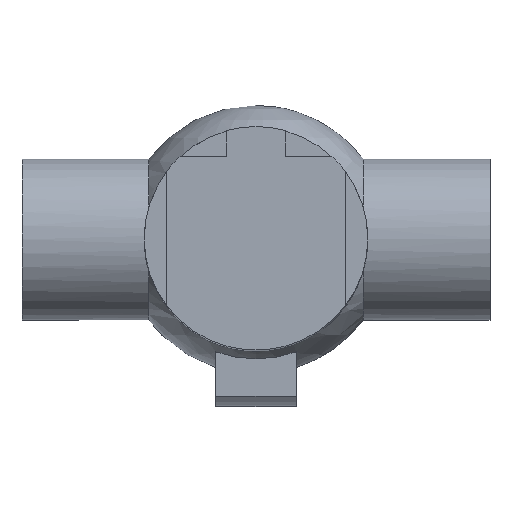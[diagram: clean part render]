
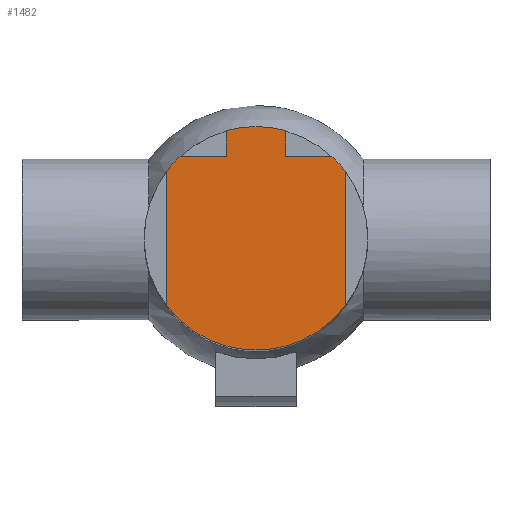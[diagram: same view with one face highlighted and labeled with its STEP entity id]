
A CAD part, top view. The second image highlights one B-rep face of the part: STEP entity #1482.
In plain terms, the highlighted planar face has unit normal (0, 0, 1).
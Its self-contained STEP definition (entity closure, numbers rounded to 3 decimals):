
#1087 = VERTEX_POINT('',#1088);
#1088 = CARTESIAN_POINT('',(1.275,1.375,11.5));
#1104 = VERTEX_POINT('',#1105);
#1105 = CARTESIAN_POINT('',(0.5,1.807,11.5));
#1111 = EDGE_CURVE('',#1104,#1112,#1114,.T.);
#1112 = VERTEX_POINT('',#1113);
#1113 = CARTESIAN_POINT('',(-0.5,1.807,11.5));
#1114 = CIRCLE('',#1115,1.875);
#1115 = AXIS2_PLACEMENT_3D('',#1116,#1117,#1118);
#1116 = CARTESIAN_POINT('',(0.,0.,11.5));
#1117 = DIRECTION('',(0.,0.,1.));
#1118 = DIRECTION('',(1.,0.,0.));
#1138 = VERTEX_POINT('',#1139);
#1139 = CARTESIAN_POINT('',(-1.275,1.375,11.5));
#1145 = EDGE_CURVE('',#1138,#1146,#1148,.T.);
#1146 = VERTEX_POINT('',#1147);
#1147 = CARTESIAN_POINT('',(-1.5,1.125,11.5));
#1148 = CIRCLE('',#1149,1.875);
#1149 = AXIS2_PLACEMENT_3D('',#1150,#1151,#1152);
#1150 = CARTESIAN_POINT('',(0.,0.,11.5));
#1151 = DIRECTION('',(0.,0.,1.));
#1152 = DIRECTION('',(1.,0.,0.));
#1172 = VERTEX_POINT('',#1173);
#1173 = CARTESIAN_POINT('',(-1.5,-1.125,11.5));
#1179 = EDGE_CURVE('',#1172,#1180,#1182,.T.);
#1180 = VERTEX_POINT('',#1181);
#1181 = CARTESIAN_POINT('',(1.5,-1.125,11.5));
#1182 = CIRCLE('',#1183,1.875);
#1183 = AXIS2_PLACEMENT_3D('',#1184,#1185,#1186);
#1184 = CARTESIAN_POINT('',(0.,0.,11.5));
#1185 = DIRECTION('',(0.,0.,1.));
#1186 = DIRECTION('',(1.,0.,0.));
#1290 = VERTEX_POINT('',#1291);
#1291 = CARTESIAN_POINT('',(1.5,1.125,11.5));
#1297 = EDGE_CURVE('',#1290,#1087,#1298,.T.);
#1298 = CIRCLE('',#1299,1.875);
#1299 = AXIS2_PLACEMENT_3D('',#1300,#1301,#1302);
#1300 = CARTESIAN_POINT('',(0.,0.,11.5));
#1301 = DIRECTION('',(0.,0.,1.));
#1302 = DIRECTION('',(1.,0.,0.));
#1458 = VERTEX_POINT('',#1459);
#1459 = CARTESIAN_POINT('',(0.5,1.375,11.5));
#1465 = EDGE_CURVE('',#1458,#1087,#1466,.T.);
#1466 = LINE('',#1467,#1468);
#1467 = CARTESIAN_POINT('',(0.5,1.375,11.5));
#1468 = VECTOR('',#1469,1.);
#1469 = DIRECTION('',(1.,0.,0.));
#1482 = ADVANCED_FACE('',(#1483),#1522,.T.);
#1483 = FACE_BOUND('',#1484,.T.);
#1484 = EDGE_LOOP('',(#1485,#1486,#1492,#1493,#1499,#1500,#1501,#1507,
    #1508,#1516));
#1485 = ORIENTED_EDGE('',*,*,#1145,.T.);
#1486 = ORIENTED_EDGE('',*,*,#1487,.T.);
#1487 = EDGE_CURVE('',#1146,#1172,#1488,.T.);
#1488 = LINE('',#1489,#1490);
#1489 = CARTESIAN_POINT('',(-1.5,1.125,11.5));
#1490 = VECTOR('',#1491,1.);
#1491 = DIRECTION('',(0.,-1.,0.));
#1492 = ORIENTED_EDGE('',*,*,#1179,.T.);
#1493 = ORIENTED_EDGE('',*,*,#1494,.F.);
#1494 = EDGE_CURVE('',#1290,#1180,#1495,.T.);
#1495 = LINE('',#1496,#1497);
#1496 = CARTESIAN_POINT('',(1.5,1.125,11.5));
#1497 = VECTOR('',#1498,1.);
#1498 = DIRECTION('',(0.,-1.,0.));
#1499 = ORIENTED_EDGE('',*,*,#1297,.T.);
#1500 = ORIENTED_EDGE('',*,*,#1465,.F.);
#1501 = ORIENTED_EDGE('',*,*,#1502,.F.);
#1502 = EDGE_CURVE('',#1104,#1458,#1503,.T.);
#1503 = LINE('',#1504,#1505);
#1504 = CARTESIAN_POINT('',(0.5,1.807,11.5));
#1505 = VECTOR('',#1506,1.);
#1506 = DIRECTION('',(0.,-1.,0.));
#1507 = ORIENTED_EDGE('',*,*,#1111,.T.);
#1508 = ORIENTED_EDGE('',*,*,#1509,.T.);
#1509 = EDGE_CURVE('',#1112,#1510,#1512,.T.);
#1510 = VERTEX_POINT('',#1511);
#1511 = CARTESIAN_POINT('',(-0.5,1.375,11.5));
#1512 = LINE('',#1513,#1514);
#1513 = CARTESIAN_POINT('',(-0.5,1.807,11.5));
#1514 = VECTOR('',#1515,1.);
#1515 = DIRECTION('',(0.,-1.,0.));
#1516 = ORIENTED_EDGE('',*,*,#1517,.F.);
#1517 = EDGE_CURVE('',#1138,#1510,#1518,.T.);
#1518 = LINE('',#1519,#1520);
#1519 = CARTESIAN_POINT('',(-1.275,1.375,11.5));
#1520 = VECTOR('',#1521,1.);
#1521 = DIRECTION('',(1.,0.,0.));
#1522 = PLANE('',#1523);
#1523 = AXIS2_PLACEMENT_3D('',#1524,#1525,#1526);
#1524 = CARTESIAN_POINT('',(0.,0.071,11.5));
#1525 = DIRECTION('',(0.,0.,1.));
#1526 = DIRECTION('',(1.,0.,0.));
